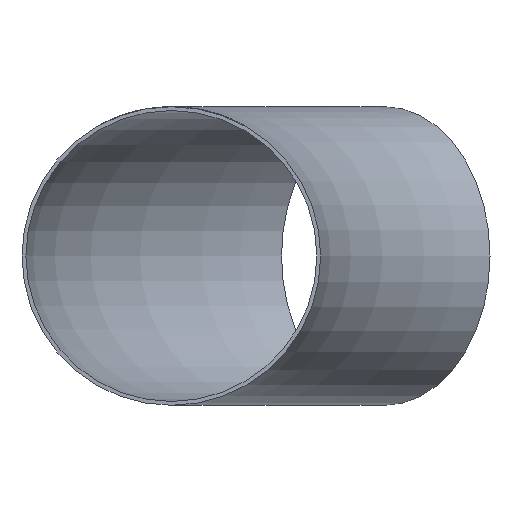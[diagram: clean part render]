
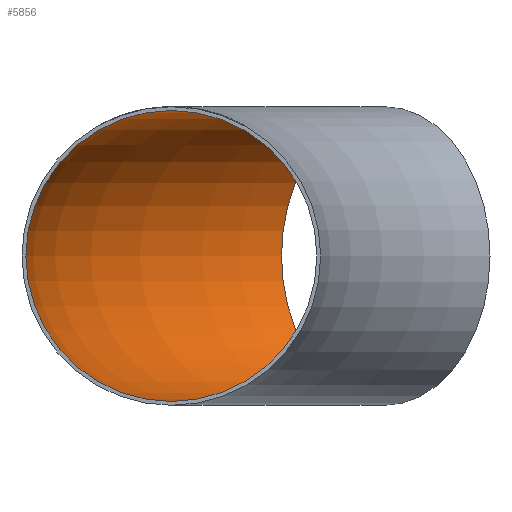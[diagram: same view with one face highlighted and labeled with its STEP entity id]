
A CAD part, front view. The second image highlights one B-rep face of the part: STEP entity #5856.
In plain terms, the highlighted toroidal (fillet/blend) face has major radius 375 mm and minor radius 75 mm.
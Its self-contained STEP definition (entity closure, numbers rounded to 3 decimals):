
#275 = EDGE_LOOP ( 'NONE', ( #992 ) ) ;
#992 = ORIENTED_EDGE ( 'NONE', *, *, #21915, .T. ) ;
#1126 = CIRCLE ( 'NONE', #16644, 75. ) ;
#1963 = DIRECTION ( 'NONE',  ( 0., 1., 0. ) ) ;
#2014 = AXIS2_PLACEMENT_3D ( 'NONE', #17584, #5237, #16263 ) ;
#3511 = EDGE_LOOP ( 'NONE', ( #6828 ) ) ;
#4399 = CARTESIAN_POINT ( 'NONE',  ( -375., 0., 75. ) ) ;
#4773 = DIRECTION ( 'NONE',  ( 0., 0., 1. ) ) ;
#5237 = DIRECTION ( 'NONE',  ( 0., 0., -1. ) ) ;
#5856 = ADVANCED_FACE ( 'NONE', ( #16040, #8568 ), #19420, .F. ) ;
#6828 = ORIENTED_EDGE ( 'NONE', *, *, #9998, .F. ) ;
#7517 = AXIS2_PLACEMENT_3D ( 'NONE', #14512, #1963, #4773 ) ;
#8568 = FACE_OUTER_BOUND ( 'NONE', #3511, .T. ) ;
#9508 = VERTEX_POINT ( 'NONE', #4399 ) ;
#9998 = EDGE_CURVE ( 'NONE', #9508, #9508, #17773, .T. ) ;
#11538 = CARTESIAN_POINT ( 'NONE',  ( -265.165, 265.165, 0. ) ) ;
#11623 = CARTESIAN_POINT ( 'NONE',  ( -318.198, 318.198, 0. ) ) ;
#12970 = DIRECTION ( 'NONE',  ( 0.707, 0.707, 0. ) ) ;
#14512 = CARTESIAN_POINT ( 'NONE',  ( -375., 0., 0. ) ) ;
#15104 = DIRECTION ( 'NONE',  ( -0.707, 0.707, 0. ) ) ;
#16040 = FACE_OUTER_BOUND ( 'NONE', #275, .T. ) ;
#16263 = DIRECTION ( 'NONE',  ( -1., 0., 0. ) ) ;
#16644 = AXIS2_PLACEMENT_3D ( 'NONE', #11538, #12970, #15104 ) ;
#17584 = CARTESIAN_POINT ( 'NONE',  ( 0., 0., 0. ) ) ;
#17773 = CIRCLE ( 'NONE', #7517, 75. ) ;
#19420 = TOROIDAL_SURFACE ( 'NONE', #2014, 375., 75. ) ;
#21915 = EDGE_CURVE ( 'NONE', #22152, #22152, #1126, .T. ) ;
#22152 = VERTEX_POINT ( 'NONE', #11623 ) ;
